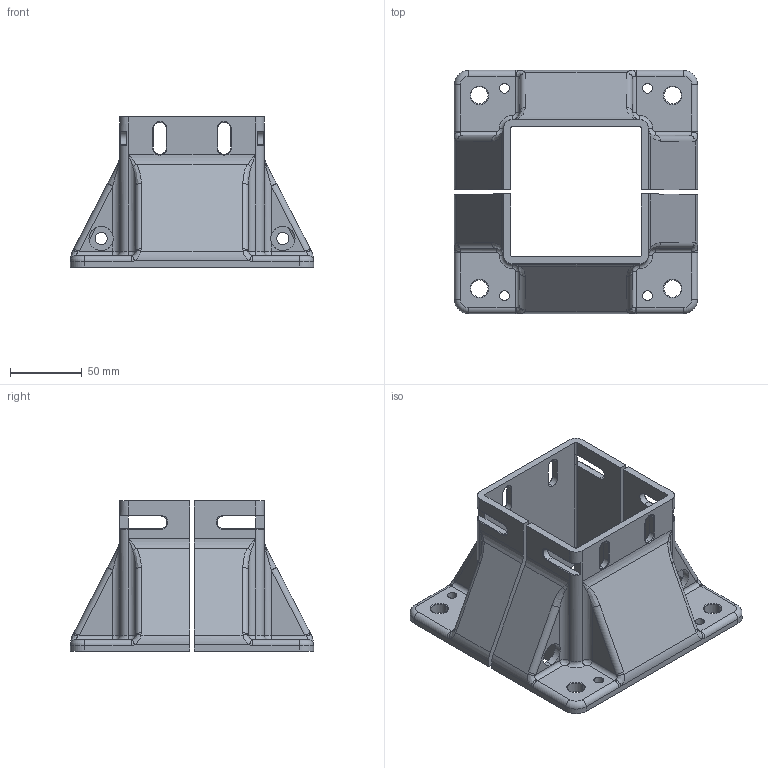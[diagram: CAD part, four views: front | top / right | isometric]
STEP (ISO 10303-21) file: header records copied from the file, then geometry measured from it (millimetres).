
FILE_DESCRIPTION (( 'STEP AP203' ), '1' );
FILE_NAME ('33-9090-7.step', '2021-03-25T13:11:25', ( '' ), ( '' ), 'SwSTEP 2.0', 'SolidWorks 2020', '' );
FILE_SCHEMA (( 'CONFIG_CONTROL_DESIGN' ));
Length unit declared in the file: inch
Products named in the file (1): 33-9090-7
Bounding box: 170 x 170 x 105 mm (x, y, z)
Volume: 424540.1 mm3; surface area: 160559.3 mm2
Topology: 2 solids, 2 shells, 388 faces, 1006 edges, 590 vertices
Faces by surface type: cylinder 174, plane 94, torus 56, bspline 44, sphere 20
Entity records: 14789 total; most frequent: CARTESIAN_POINT 5349, DIRECTION 2032, ORIENTED_EDGE 1972, EDGE_CURVE 986, AXIS2_PLACEMENT_3D 801, VERTEX_POINT 588, CIRCLE 456, VECTOR 430
